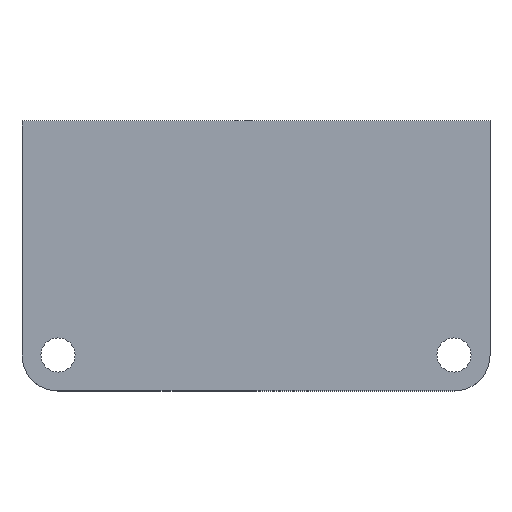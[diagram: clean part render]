
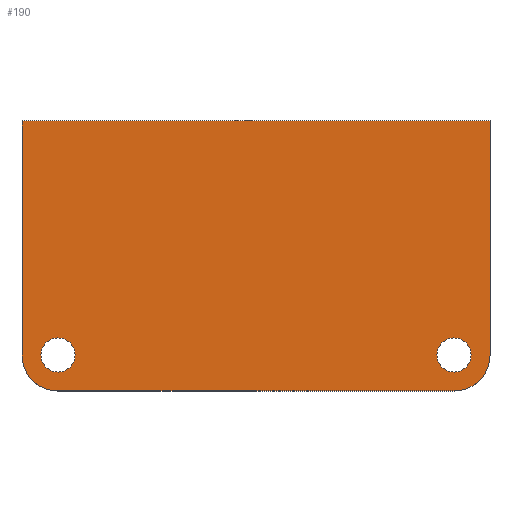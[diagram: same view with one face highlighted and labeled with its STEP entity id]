
A CAD part, top view. The second image highlights one B-rep face of the part: STEP entity #190.
In plain terms, the highlighted planar face has unit normal (0, 0, 1).
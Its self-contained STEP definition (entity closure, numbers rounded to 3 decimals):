
#17=FACE_BOUND('',#47,.T.);
#18=FACE_BOUND('',#48,.T.);
#24=PLANE('',#222);
#34=FACE_OUTER_BOUND('',#46,.T.);
#46=EDGE_LOOP('',(#169,#170,#171,#172,#173,#174));
#47=EDGE_LOOP('',(#175));
#48=EDGE_LOOP('',(#176));
#53=LINE('',#292,#69);
#59=LINE('',#313,#75);
#63=LINE('',#324,#79);
#64=LINE('',#326,#80);
#69=VECTOR('',#237,10.);
#75=VECTOR('',#257,10.);
#79=VECTOR('',#271,10.);
#80=VECTOR('',#274,10.);
#81=CIRCLE('',#206,2.54);
#86=CIRCLE('',#214,2.54);
#87=CIRCLE('',#217,1.205);
#88=CIRCLE('',#219,1.205);
#89=VERTEX_POINT('',#279);
#90=VERTEX_POINT('',#280);
#94=VERTEX_POINT('',#290);
#100=VERTEX_POINT('',#306);
#101=VERTEX_POINT('',#307);
#102=VERTEX_POINT('',#312);
#103=VERTEX_POINT('',#316);
#104=VERTEX_POINT('',#320);
#105=EDGE_CURVE('',#89,#90,#81,.T.);
#111=EDGE_CURVE('',#89,#94,#53,.T.);
#118=EDGE_CURVE('',#100,#101,#86,.T.);
#121=EDGE_CURVE('',#102,#101,#59,.T.);
#123=EDGE_CURVE('',#103,#103,#87,.T.);
#125=EDGE_CURVE('',#104,#104,#88,.T.);
#127=EDGE_CURVE('',#94,#102,#63,.T.);
#128=EDGE_CURVE('',#100,#90,#64,.T.);
#169=ORIENTED_EDGE('',*,*,#105,.F.);
#170=ORIENTED_EDGE('',*,*,#111,.T.);
#171=ORIENTED_EDGE('',*,*,#127,.T.);
#172=ORIENTED_EDGE('',*,*,#121,.T.);
#173=ORIENTED_EDGE('',*,*,#118,.F.);
#174=ORIENTED_EDGE('',*,*,#128,.T.);
#175=ORIENTED_EDGE('',*,*,#125,.T.);
#176=ORIENTED_EDGE('',*,*,#123,.T.);
#190=ADVANCED_FACE('',(#34,#17,#18),#24,.T.);
#206=AXIS2_PLACEMENT_3D('',#281,#227,#228);
#214=AXIS2_PLACEMENT_3D('',#308,#251,#252);
#217=AXIS2_PLACEMENT_3D('',#317,#261,#262);
#219=AXIS2_PLACEMENT_3D('',#321,#266,#267);
#222=AXIS2_PLACEMENT_3D('',#327,#275,#276);
#227=DIRECTION('center_axis',(0.,0.,-1.));
#228=DIRECTION('ref_axis',(0.707,-0.707,0.));
#237=DIRECTION('',(0.,1.,0.));
#251=DIRECTION('center_axis',(0.,0.,-1.));
#252=DIRECTION('ref_axis',(-0.707,-0.707,0.));
#257=DIRECTION('',(0.,-1.,0.));
#261=DIRECTION('center_axis',(0.,0.,-1.));
#262=DIRECTION('ref_axis',(1.,0.,0.));
#266=DIRECTION('center_axis',(0.,0.,-1.));
#267=DIRECTION('ref_axis',(1.,0.,0.));
#271=DIRECTION('',(-1.,0.,0.));
#274=DIRECTION('',(1.,0.,0.));
#275=DIRECTION('center_axis',(0.,0.,1.));
#276=DIRECTION('ref_axis',(1.,0.,0.));
#279=CARTESIAN_POINT('',(33.02,2.54,1.6));
#280=CARTESIAN_POINT('',(30.48,0.,1.6));
#281=CARTESIAN_POINT('Origin',(30.48,2.54,1.6));
#290=CARTESIAN_POINT('',(33.02,19.05,1.6));
#292=CARTESIAN_POINT('',(33.02,0.,1.6));
#306=CARTESIAN_POINT('',(2.54,0.,1.6));
#307=CARTESIAN_POINT('',(0.,2.54,1.6));
#308=CARTESIAN_POINT('Origin',(2.54,2.54,1.6));
#312=CARTESIAN_POINT('',(0.,19.05,1.6));
#313=CARTESIAN_POINT('',(0.,19.05,1.6));
#316=CARTESIAN_POINT('',(29.275,2.54,1.6));
#317=CARTESIAN_POINT('Origin',(30.48,2.54,1.6));
#320=CARTESIAN_POINT('',(1.335,2.54,1.6));
#321=CARTESIAN_POINT('Origin',(2.54,2.54,1.6));
#324=CARTESIAN_POINT('',(33.02,19.05,1.6));
#326=CARTESIAN_POINT('',(0.,0.,1.6));
#327=CARTESIAN_POINT('Origin',(16.51,9.525,1.6));
